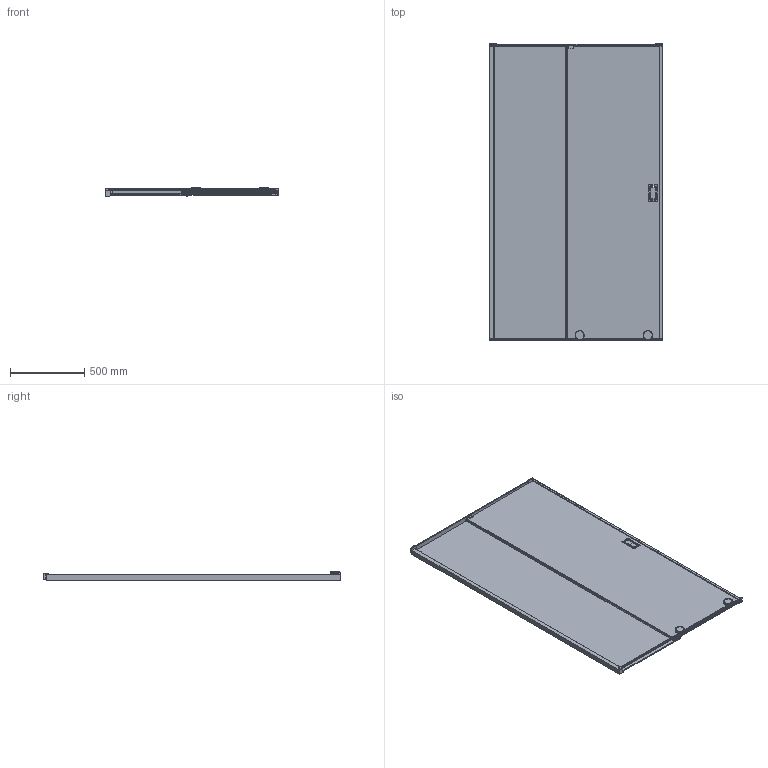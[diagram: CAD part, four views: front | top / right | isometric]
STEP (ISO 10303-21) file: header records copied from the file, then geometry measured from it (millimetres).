
FILE_DESCRIPTION (( 'STEP AP214' ), '1' );
FILE_NAME ('CGP12X.STEP', '2020-04-22T01:29:57', ( '' ), ( '' ), 'SwSTEP 2.0', 'SolidWorks 2016', '' );
FILE_SCHEMA (( 'AUTOMOTIVE_DESIGN' ));
Length unit declared in the file: millimetre
Products named in the file (1): CGP12X
Bounding box: 1165 x 2001.4 x 54.9 mm (x, y, z)
Volume: 22208113.3 mm3; surface area: 5508059.7 mm2
Topology: 1 solids, 15 shells, 1108 faces, 2904 edges, 1812 vertices
Faces by surface type: cylinder 455, plane 372, bspline 208, cone 54, torus 17, sphere 2
Entity records: 63390 total; most frequent: CARTESIAN_POINT 25578, ORIENTED_EDGE 5744, DIRECTION 5068, EDGE_CURVE 2872, AXIS2_PLACEMENT_3D 1864, VERTEX_POINT 1812, LINE 1340, VECTOR 1340
